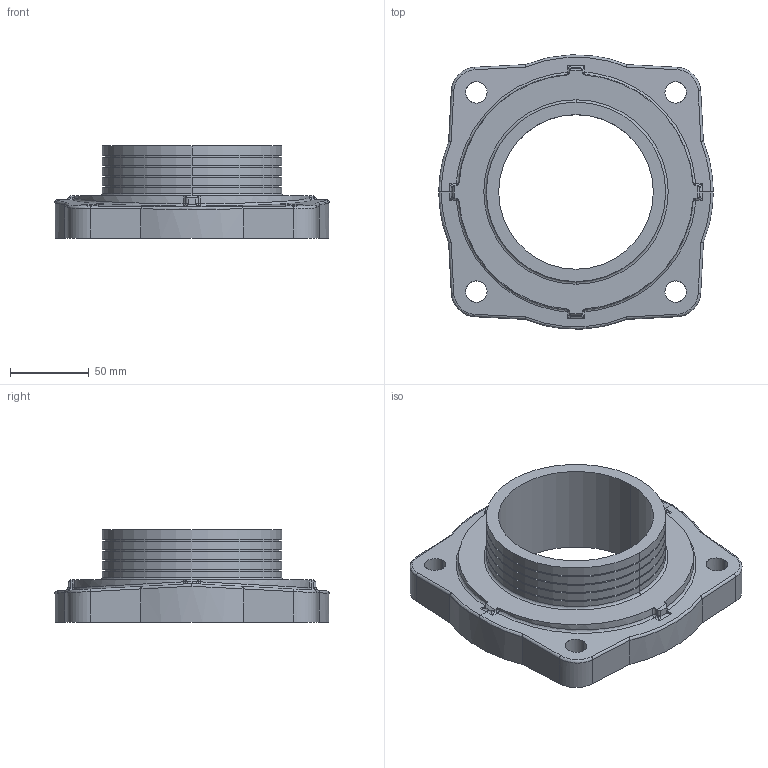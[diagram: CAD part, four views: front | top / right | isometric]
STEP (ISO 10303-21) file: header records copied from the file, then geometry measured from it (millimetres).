
FILE_DESCRIPTION((''),'2;1');
FILE_NAME('C40037','2010-06-30T',('sobri'),(''),'PRO/ENGINEER BY PARAMETRIC TECHNOLOGY CORPORATION, 2008010','PRO/ENGINEER BY PARAMETRIC TECHNOLOGY CORPORATION, 2008010','');
FILE_SCHEMA(('CONFIG_CONTROL_DESIGN'));
Length unit declared in the file: inch
Products named in the file (1): C40037
Bounding box: 174.62 x 174.54 x 58.74 mm (x, y, z)
Volume: 536379.7 mm3; surface area: 89230.4 mm2
Topology: 1 solids, 1 shells, 149 faces, 349 edges, 211 vertices
Faces by surface type: cylinder 66, bspline 35, plane 31, cone 8, sphere 7, torus 2
Entity records: 6073 total; most frequent: CARTESIAN_POINT 2924, ORIENTED_EDGE 698, DIRECTION 556, EDGE_CURVE 349, AXIS2_PLACEMENT_3D 217, VERTEX_POINT 211, EDGE_LOOP 168, FACE_OUTER_BOUND 149
